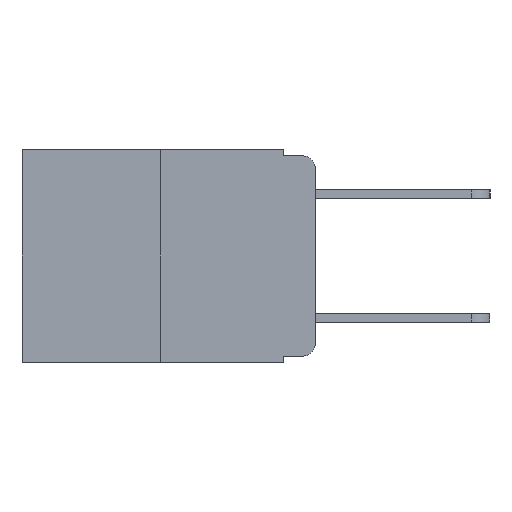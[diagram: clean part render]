
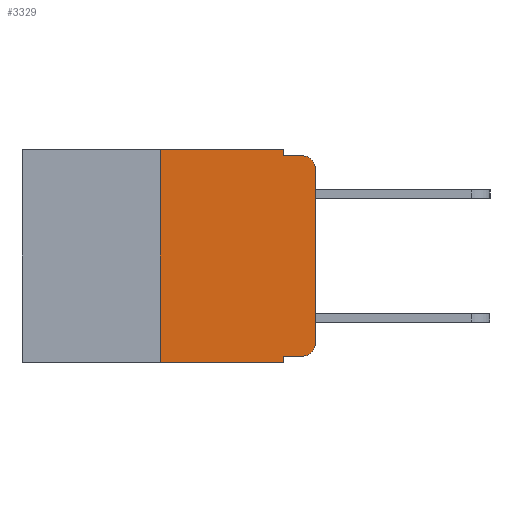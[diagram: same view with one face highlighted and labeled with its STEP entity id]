
A CAD part, left-side view. The second image highlights one B-rep face of the part: STEP entity #3329.
In plain terms, the highlighted planar face has unit normal (-1, 0, 0).
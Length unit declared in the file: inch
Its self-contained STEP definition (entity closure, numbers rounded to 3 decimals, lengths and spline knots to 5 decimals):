
#131 = DIRECTION ( 'NONE',  ( 0., -1., 0. ) ) ;
#219 = CARTESIAN_POINT ( 'NONE',  ( 0., 0.051, -0.333 ) ) ;
#282 = VERTEX_POINT ( 'NONE', #5688 ) ;
#382 = ORIENTED_EDGE ( 'NONE', *, *, #5652, .F. ) ;
#383 = DIRECTION ( 'NONE',  ( 0., 0., -1. ) ) ;
#471 = CARTESIAN_POINT ( 'NONE',  ( 0., 0.473, -0.343 ) ) ;
#626 = ORIENTED_EDGE ( 'NONE', *, *, #9910, .T. ) ;
#682 = VERTEX_POINT ( 'NONE', #8184 ) ;
#714 = EDGE_CURVE ( 'NONE', #6243, #7147, #2004, .T. ) ;
#983 = EDGE_CURVE ( 'NONE', #8529, #282, #4023, .T. ) ;
#1097 = VECTOR ( 'NONE', #10530, 39.37008 ) ;
#1312 = ORIENTED_EDGE ( 'NONE', *, *, #983, .T. ) ;
#1361 = VECTOR ( 'NONE', #131, 39.37008 ) ;
#1482 = AXIS2_PLACEMENT_3D ( 'NONE', #2243, #2273, #383 ) ;
#1982 = VERTEX_POINT ( 'NONE', #10049 ) ;
#2004 = LINE ( 'NONE', #6437, #8915 ) ;
#2172 = CIRCLE ( 'NONE', #1482, 0.02 ) ;
#2243 = CARTESIAN_POINT ( 'NONE',  ( 0., 0.02, -0.313 ) ) ;
#2247 = EDGE_CURVE ( 'NONE', #1982, #2375, #2172, .T. ) ;
#2273 = DIRECTION ( 'NONE',  ( -1., 0., 0. ) ) ;
#2334 = CARTESIAN_POINT ( 'NONE',  ( 0., 0.051, -0.333 ) ) ;
#2336 = CARTESIAN_POINT ( 'NONE',  ( 0., 0.051, -0.01 ) ) ;
#2339 = CARTESIAN_POINT ( 'NONE',  ( 0., 0.02, -0.03 ) ) ;
#2375 = VERTEX_POINT ( 'NONE', #8958 ) ;
#2504 = LINE ( 'NONE', #219, #9275 ) ;
#2704 = CARTESIAN_POINT ( 'NONE',  ( 0., 0.051, 0. ) ) ;
#2880 = PLANE ( 'NONE',  #11473 ) ;
#3017 = FACE_OUTER_BOUND ( 'NONE', #6270, .T. ) ;
#3070 = ORIENTED_EDGE ( 'NONE', *, *, #3105, .F. ) ;
#3088 = VERTEX_POINT ( 'NONE', #3379 ) ;
#3105 = EDGE_CURVE ( 'NONE', #8529, #682, #5371, .T. ) ;
#3224 = ORIENTED_EDGE ( 'NONE', *, *, #4971, .F. ) ;
#3329 = ADVANCED_FACE ( 'NONE', ( #3017 ), #2880, .F. ) ;
#3379 = CARTESIAN_POINT ( 'NONE',  ( 0., 0., -0.03 ) ) ;
#3423 = VECTOR ( 'NONE', #5818, 39.37008 ) ;
#3438 = DIRECTION ( 'NONE',  ( 0., 0., -1. ) ) ;
#3638 = VERTEX_POINT ( 'NONE', #4324 ) ;
#3652 = VECTOR ( 'NONE', #3995, 39.37008 ) ;
#3995 = DIRECTION ( 'NONE',  ( 0., 0., 1. ) ) ;
#4023 = LINE ( 'NONE', #471, #1097 ) ;
#4119 = VERTEX_POINT ( 'NONE', #2334 ) ;
#4263 = LINE ( 'NONE', #5910, #1361 ) ;
#4324 = CARTESIAN_POINT ( 'NONE',  ( 0., 0.02, -0.01 ) ) ;
#4411 = EDGE_CURVE ( 'NONE', #7147, #3638, #11119, .T. ) ;
#4431 = ORIENTED_EDGE ( 'NONE', *, *, #2247, .T. ) ;
#4768 = CIRCLE ( 'NONE', #5655, 0.02 ) ;
#4769 = CARTESIAN_POINT ( 'NONE',  ( 0., 0.051, 0. ) ) ;
#4971 = EDGE_CURVE ( 'NONE', #682, #6243, #4263, .T. ) ;
#5371 = LINE ( 'NONE', #10362, #7631 ) ;
#5433 = DIRECTION ( 'NONE',  ( 0., -1., 0. ) ) ;
#5575 = DIRECTION ( 'NONE',  ( 0., 0., -1. ) ) ;
#5637 = CARTESIAN_POINT ( 'NONE',  ( 0., 0.25, -0.343 ) ) ;
#5652 = EDGE_CURVE ( 'NONE', #4119, #282, #7816, .T. ) ;
#5655 = AXIS2_PLACEMENT_3D ( 'NONE', #2339, #8634, #3438 ) ;
#5688 = CARTESIAN_POINT ( 'NONE',  ( 0., 0.051, -0.343 ) ) ;
#5818 = DIRECTION ( 'NONE',  ( 0., 0., -1. ) ) ;
#5910 = CARTESIAN_POINT ( 'NONE',  ( 0., 0.473, 0. ) ) ;
#6243 = VERTEX_POINT ( 'NONE', #2704 ) ;
#6270 = EDGE_LOOP ( 'NONE', ( #11396, #11169, #11138, #10828, #3224, #3070, #1312, #382, #626, #4431 ) ) ;
#6437 = CARTESIAN_POINT ( 'NONE',  ( 0., 0.051, 0. ) ) ;
#6537 = LINE ( 'NONE', #7411, #3652 ) ;
#6794 = DIRECTION ( 'NONE',  ( 0., -1., 0. ) ) ;
#7084 = CARTESIAN_POINT ( 'NONE',  ( 0., 0.051, -0.01 ) ) ;
#7147 = VERTEX_POINT ( 'NONE', #2336 ) ;
#7411 = CARTESIAN_POINT ( 'NONE',  ( 0., 0., 0. ) ) ;
#7631 = VECTOR ( 'NONE', #10355, 39.37008 ) ;
#7816 = LINE ( 'NONE', #4769, #3423 ) ;
#8184 = CARTESIAN_POINT ( 'NONE',  ( 0., 0.25, 0. ) ) ;
#8423 = DIRECTION ( 'NONE',  ( 0., 0., -1. ) ) ;
#8529 = VERTEX_POINT ( 'NONE', #5637 ) ;
#8634 = DIRECTION ( 'NONE',  ( -1., 0., 0. ) ) ;
#8836 = DIRECTION ( 'NONE',  ( 1., 0., 0. ) ) ;
#8857 = VECTOR ( 'NONE', #6794, 39.37008 ) ;
#8915 = VECTOR ( 'NONE', #5575, 39.37008 ) ;
#8958 = CARTESIAN_POINT ( 'NONE',  ( 0., 0., -0.313 ) ) ;
#9275 = VECTOR ( 'NONE', #5433, 39.37008 ) ;
#9674 = EDGE_CURVE ( 'NONE', #3088, #3638, #4768, .T. ) ;
#9910 = EDGE_CURVE ( 'NONE', #4119, #1982, #2504, .T. ) ;
#10049 = CARTESIAN_POINT ( 'NONE',  ( 0., 0.02, -0.333 ) ) ;
#10355 = DIRECTION ( 'NONE',  ( 0., 0., 1. ) ) ;
#10362 = CARTESIAN_POINT ( 'NONE',  ( 0., 0.25, 0. ) ) ;
#10530 = DIRECTION ( 'NONE',  ( 0., -1., 0. ) ) ;
#10828 = ORIENTED_EDGE ( 'NONE', *, *, #714, .F. ) ;
#11119 = LINE ( 'NONE', #7084, #8857 ) ;
#11138 = ORIENTED_EDGE ( 'NONE', *, *, #4411, .F. ) ;
#11167 = EDGE_CURVE ( 'NONE', #2375, #3088, #6537, .T. ) ;
#11169 = ORIENTED_EDGE ( 'NONE', *, *, #9674, .T. ) ;
#11396 = ORIENTED_EDGE ( 'NONE', *, *, #11167, .T. ) ;
#11403 = CARTESIAN_POINT ( 'NONE',  ( 0., 0.473, 0. ) ) ;
#11473 = AXIS2_PLACEMENT_3D ( 'NONE', #11403, #8836, #8423 ) ;
